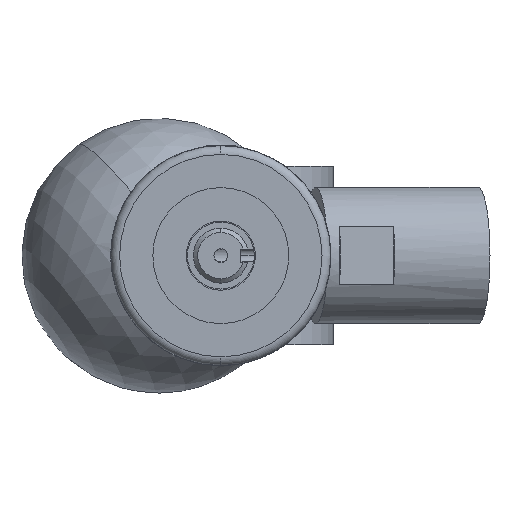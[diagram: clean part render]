
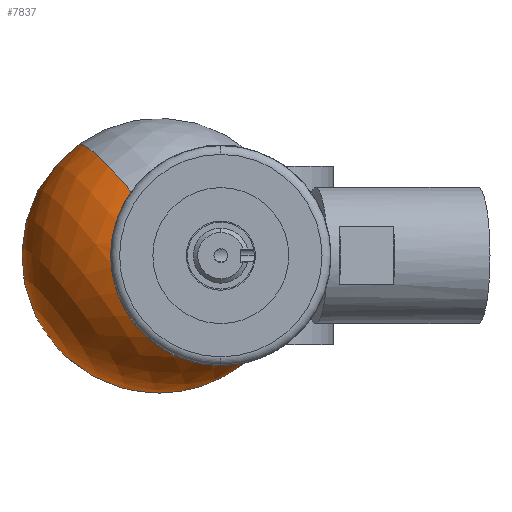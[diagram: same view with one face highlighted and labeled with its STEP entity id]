
A CAD part, left-side view. The second image highlights one B-rep face of the part: STEP entity #7837.
In plain terms, the highlighted spherical face has radius 15.875 mm.
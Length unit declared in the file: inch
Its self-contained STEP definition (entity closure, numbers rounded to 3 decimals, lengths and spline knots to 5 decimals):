
#365 = VERTEX_POINT ( 'NONE', #1304 ) ;
#685 = CARTESIAN_POINT ( 'NONE',  ( 6.56993, 0.39068, -0.14627 ) ) ;
#916 = SPHERICAL_SURFACE ( 'NONE', #8946, 0.625 ) ;
#983 = FACE_OUTER_BOUND ( 'NONE', #1154, .T. ) ;
#1059 = EDGE_CURVE ( 'NONE', #365, #1635, #2262, .T. ) ;
#1154 = EDGE_LOOP ( 'NONE', ( #5749, #8072, #5667, #4718 ) ) ;
#1304 = CARTESIAN_POINT ( 'NONE',  ( 6.62453, 0.04597, -0.20274 ) ) ;
#1425 = EDGE_CURVE ( 'NONE', #1635, #6753, #13385, .T. ) ;
#1635 = VERTEX_POINT ( 'NONE', #685 ) ;
#1878 = CARTESIAN_POINT ( 'NONE',  ( 6.60165, 0.19044, 0. ) ) ;
#2008 = DIRECTION ( 'NONE',  ( 0.127, -0.801, 0.585 ) ) ;
#2262 = CIRCLE ( 'NONE', #12280, 0.25 ) ;
#2270 = CARTESIAN_POINT ( 'NONE',  ( 7.16742, 0.28004, 0. ) ) ;
#2755 = VERTEX_POINT ( 'NONE', #7640 ) ;
#3015 = DIRECTION ( 'NONE',  ( 0.127, -0.801, 0.585 ) ) ;
#3223 = AXIS2_PLACEMENT_3D ( 'NONE', #10233, #13370, #4048 ) ;
#4048 = DIRECTION ( 'NONE',  ( 0., 0.59, 0.808 ) ) ;
#4527 = CIRCLE ( 'NONE', #3223, 0.625 ) ;
#4659 = CARTESIAN_POINT ( 'NONE',  ( 6.57877, 0.3349, 0.20274 ) ) ;
#4718 = ORIENTED_EDGE ( 'NONE', *, *, #1425, .T. ) ;
#5057 = CARTESIAN_POINT ( 'NONE',  ( 7.16742, 0.28004, 0. ) ) ;
#5560 = AXIS2_PLACEMENT_3D ( 'NONE', #11418, #10391, #6514 ) ;
#5667 = ORIENTED_EDGE ( 'NONE', *, *, #1059, .T. ) ;
#5749 = ORIENTED_EDGE ( 'NONE', *, *, #7466, .F. ) ;
#6321 = DIRECTION ( 'NONE',  ( 0.127, -0.801, 0.585 ) ) ;
#6447 = DIRECTION ( 'NONE',  ( 0., -0.59, -0.808 ) ) ;
#6514 = DIRECTION ( 'NONE',  ( 0.127, -0.801, 0.585 ) ) ;
#6753 = VERTEX_POINT ( 'NONE', #4659 ) ;
#7466 = EDGE_CURVE ( 'NONE', #2755, #6753, #8717, .T. ) ;
#7640 = CARTESIAN_POINT ( 'NONE',  ( 7.78472, 0.37782, 0. ) ) ;
#7837 = ADVANCED_FACE ( 'NONE', ( #983 ), #916, .T. ) ;
#8072 = ORIENTED_EDGE ( 'NONE', *, *, #12485, .T. ) ;
#8717 = CIRCLE ( 'NONE', #11114, 0.625 ) ;
#8946 = AXIS2_PLACEMENT_3D ( 'NONE', #5057, #3015, #9199 ) ;
#9199 = DIRECTION ( 'NONE',  ( 0.092, -0.578, -0.811 ) ) ;
#9225 = DIRECTION ( 'NONE',  ( 0.988, 0.156, 0. ) ) ;
#10233 = CARTESIAN_POINT ( 'NONE',  ( 7.16742, 0.28004, 0. ) ) ;
#10391 = DIRECTION ( 'NONE',  ( 0.988, 0.156, 0. ) ) ;
#11114 = AXIS2_PLACEMENT_3D ( 'NONE', #2270, #2008, #6447 ) ;
#11418 = CARTESIAN_POINT ( 'NONE',  ( 6.60165, 0.19044, 0. ) ) ;
#12280 = AXIS2_PLACEMENT_3D ( 'NONE', #1878, #9225, #6321 ) ;
#12485 = EDGE_CURVE ( 'NONE', #2755, #365, #4527, .T. ) ;
#13370 = DIRECTION ( 'NONE',  ( -0.127, 0.801, -0.585 ) ) ;
#13385 = CIRCLE ( 'NONE', #5560, 0.25 ) ;
